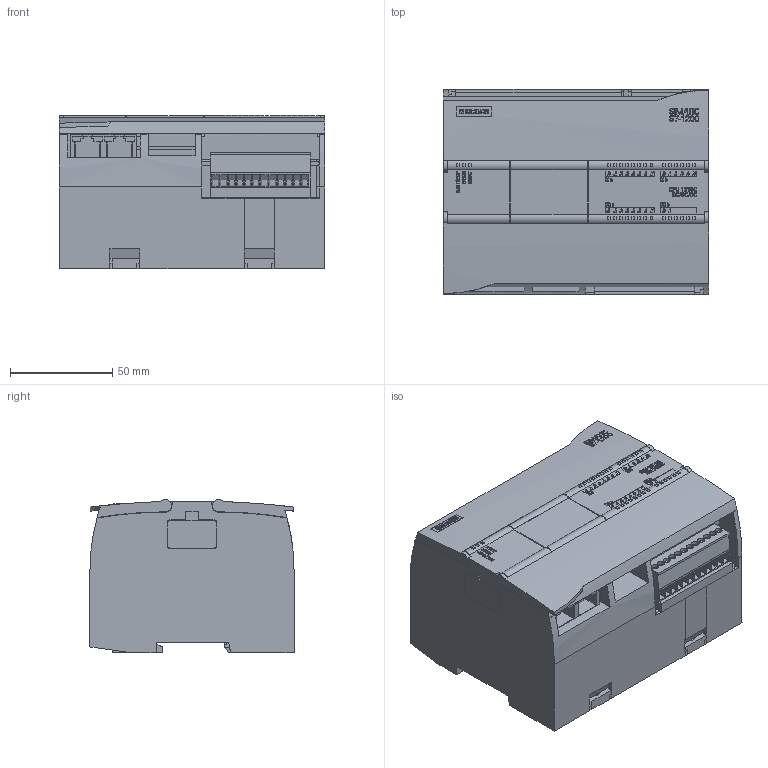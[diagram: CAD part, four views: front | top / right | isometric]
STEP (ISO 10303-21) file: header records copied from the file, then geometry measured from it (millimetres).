
FILE_DESCRIPTION(/* description */ (''),/* implementation_level */ '2;1');
FILE_NAME(/* name */ '6ES7215-1AG40-0XB0_3d.stp',/* time_stamp */ '2025-08-14T10:11:47+02:00',/* author */ (''),/* organization */ (''),/* preprocessor_version */ 'ST-DEVELOPER v20',/* originating_system */ 'SIEMENS PLM Software NX2406.8300',/* authorisation */ '');
FILE_SCHEMA (('AUTOMOTIVE_DESIGN { 1 0 10303 214 3 1 1 1 }'));
Length unit declared in the file: millimetre
Products named in the file (7): A5E32311336A_RS-AA_002_1-labeling; A5E31089419A_RS-AA_002_1-labeling-cover_top; A5E31089392A_RS-AA_002_1-cover_bottom; A5E31089386A_RS-AA_002_1-cover_top; A5E30157758A_RS-AA_002_1-cover-signalboard; A5E31089385A_RS-AA_002_1-box; A5E32311357A_RS-AA_002_1-CAx_6ES72151AG400XB0
Assembly tree (6 placements, depth 2):
  A5E32311357A_RS-AA_002_1-CAx_6ES72151AG400XB0
    A5E31089385A_RS-AA_002_1-box
    A5E30157758A_RS-AA_002_1-cover-signalboard
    A5E31089386A_RS-AA_002_1-cover_top
    A5E31089392A_RS-AA_002_1-cover_bottom
    A5E31089419A_RS-AA_002_1-labeling-cover_top
    A5E32311336A_RS-AA_002_1-labeling
Bounding box: 130 x 100.8 x 75.1 mm (x, y, z)
Volume: 557169.9 mm3; surface area: 165763.6 mm2
Topology: 356 solids, 356 shells, 4264 faces, 10217 edges, 6803 vertices
Faces by surface type: plane 3657, extrusion 458, cylinder 149
Full cylindrical faces by diameter (mm): 1.85 x4, 2.1 x4, 3.5 x38, 4.3 x3
Entity records: 152392 total; most frequent: CARTESIAN_POINT 42344, ORIENTED_EDGE 20214, DIRECTION 17604, EDGE_CURVE 10107, VECTOR 9298, LINE 8840, VERTEX_POINT 6803, EDGE_LOOP 4740
